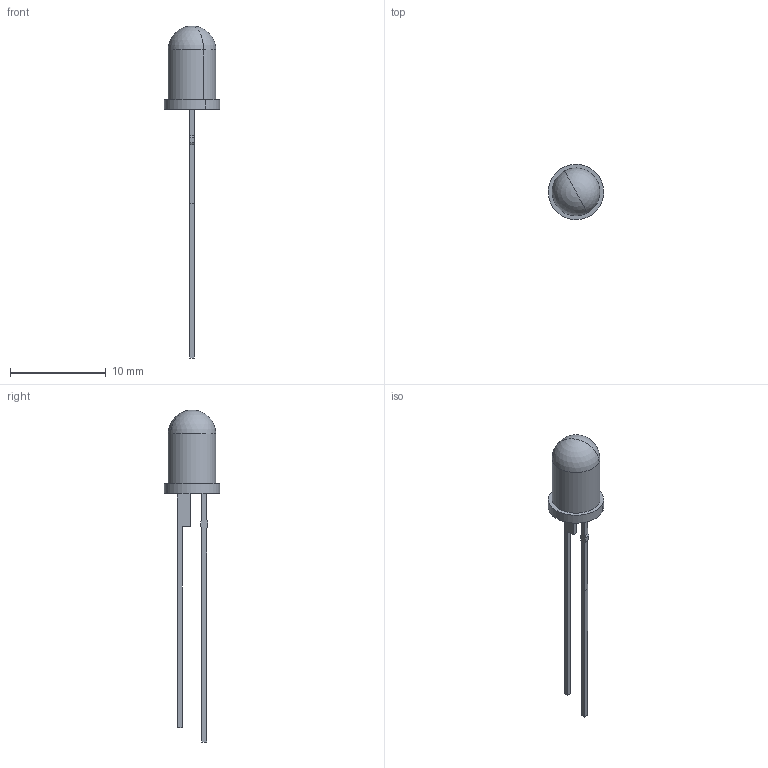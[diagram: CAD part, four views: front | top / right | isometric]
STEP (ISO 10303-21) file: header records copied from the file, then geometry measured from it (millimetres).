
FILE_DESCRIPTION(('CATIA V5 STEP Exchange'),'2;1');
FILE_NAME('Led.stp','2021-07-02T03:02:03+00:00',('none'),('none'),'CATIA Version 5 Release 21 GA (IN-10)','CATIA V5 STEP AP203','none');
FILE_SCHEMA(('CONFIG_CONTROL_DESIGN'));
Length unit declared in the file: millimetre
Products named in the file (1): Led
Bounding box: 5.8 x 5.8 x 34.7 mm (x, y, z)
Volume: 178.7 mm3; surface area: 301.6 mm2
Topology: 3 solids, 3 shells, 35 faces, 85 edges, 55 vertices
Faces by surface type: plane 28, cylinder 5, sphere 2
Entity records: 992 total; most frequent: CARTESIAN_POINT 167, ORIENTED_EDGE 166, DIRECTION 139, EDGE_CURVE 83, VECTOR 71, LINE 71, VERTEX_POINT 55, AXIS2_PLACEMENT_3D 41
